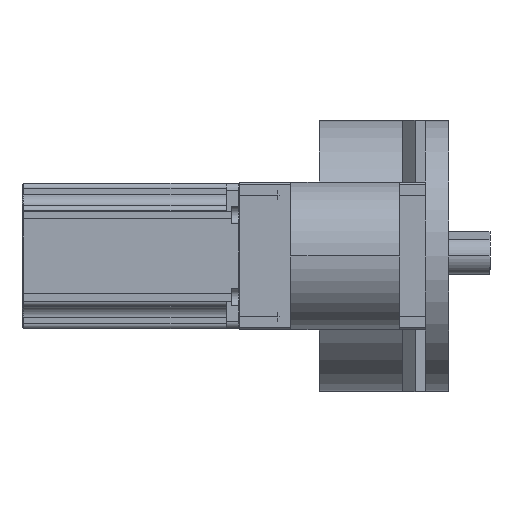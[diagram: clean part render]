
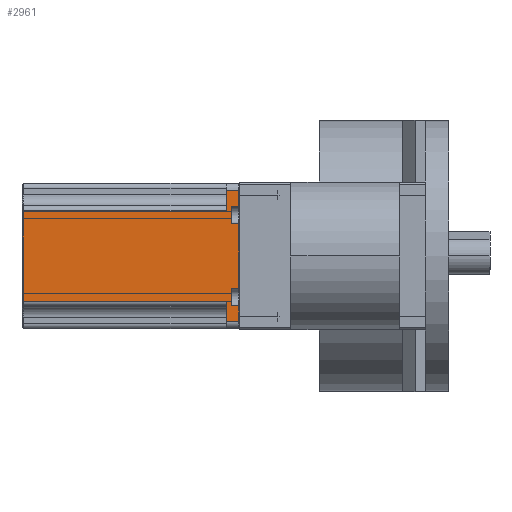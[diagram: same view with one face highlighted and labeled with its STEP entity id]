
A CAD part, front view. The second image highlights one B-rep face of the part: STEP entity #2961.
In plain terms, the highlighted planar face has unit normal (0, -1, 0).
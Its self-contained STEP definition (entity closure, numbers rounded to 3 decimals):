
#79 = EDGE_CURVE ( 'NONE', #14559, #16201, #14634, .T. ) ;
#260 = VECTOR ( 'NONE', #2343, 1000. ) ;
#290 = DIRECTION ( 'NONE',  ( 0., 0., -1. ) ) ;
#335 = VERTEX_POINT ( 'NONE', #6251 ) ;
#579 = ORIENTED_EDGE ( 'NONE', *, *, #17002, .T. ) ;
#600 = ORIENTED_EDGE ( 'NONE', *, *, #79, .T. ) ;
#1047 = CARTESIAN_POINT ( 'NONE',  ( -81.25, -197.783, -27.32 ) ) ;
#1269 = DIRECTION ( 'NONE',  ( 0., -1., 0. ) ) ;
#1305 = CARTESIAN_POINT ( 'NONE',  ( -81.25, -197.783, -39.995 ) ) ;
#1349 = DIRECTION ( 'NONE',  ( 1., 0., 0. ) ) ;
#1439 = VERTEX_POINT ( 'NONE', #10960 ) ;
#1516 = VERTEX_POINT ( 'NONE', #13703 ) ;
#1523 = VERTEX_POINT ( 'NONE', #4317 ) ;
#1580 = LINE ( 'NONE', #2701, #1666 ) ;
#1666 = VECTOR ( 'NONE', #290, 1000. ) ;
#2037 = VERTEX_POINT ( 'NONE', #11227 ) ;
#2062 = DIRECTION ( 'NONE',  ( 0., 0., -1. ) ) ;
#2068 = VECTOR ( 'NONE', #2761, 1000. ) ;
#2343 = DIRECTION ( 'NONE',  ( -1., 0., 0. ) ) ;
#2510 = DIRECTION ( 'NONE',  ( -1., 0., 0. ) ) ;
#2599 = DIRECTION ( 'NONE',  ( 0., 0., -1. ) ) ;
#2701 = CARTESIAN_POINT ( 'NONE',  ( -81.25, -197.783, -27.32 ) ) ;
#2756 = AXIS2_PLACEMENT_3D ( 'NONE', #8947, #1269, #1349 ) ;
#2761 = DIRECTION ( 'NONE',  ( -1., 0., 0. ) ) ;
#2961 = ADVANCED_FACE ( 'NONE', ( #15507 ), #9116, .T. ) ;
#3238 = LINE ( 'NONE', #11003, #260 ) ;
#3470 = LINE ( 'NONE', #16485, #11572 ) ;
#3549 = DIRECTION ( 'NONE',  ( 1., 0., 0. ) ) ;
#3759 = VECTOR ( 'NONE', #14580, 1000. ) ;
#4203 = CARTESIAN_POINT ( 'NONE',  ( -85.754, -197.783, -33.245 ) ) ;
#4217 = ORIENTED_EDGE ( 'NONE', *, *, #8203, .T. ) ;
#4317 = CARTESIAN_POINT ( 'NONE',  ( -84., -197.783, -71.795 ) ) ;
#4340 = DIRECTION ( 'NONE',  ( 0., 0., -1. ) ) ;
#4473 = ORIENTED_EDGE ( 'NONE', *, *, #12463, .T. ) ;
#4506 = CARTESIAN_POINT ( 'NONE',  ( -84., -197.783, -68.42 ) ) ;
#4646 = EDGE_CURVE ( 'NONE', #2037, #9567, #14867, .T. ) ;
#4867 = VECTOR ( 'NONE', #13669, 1000. ) ;
#5039 = VECTOR ( 'NONE', #14787, 1000. ) ;
#5542 = EDGE_CURVE ( 'NONE', #11402, #7760, #10527, .T. ) ;
#5801 = VECTOR ( 'NONE', #12070, 1000. ) ;
#5806 = ORIENTED_EDGE ( 'NONE', *, *, #7374, .T. ) ;
#5935 = ORIENTED_EDGE ( 'NONE', *, *, #6181, .F. ) ;
#6022 = CARTESIAN_POINT ( 'NONE',  ( -81.25, -197.783, -71.795 ) ) ;
#6181 = EDGE_CURVE ( 'NONE', #7964, #15812, #15231, .T. ) ;
#6251 = CARTESIAN_POINT ( 'NONE',  ( -86., -197.783, -77.72 ) ) ;
#6336 = CARTESIAN_POINT ( 'NONE',  ( -164.5, -197.783, -69.97 ) ) ;
#6479 = ORIENTED_EDGE ( 'NONE', *, *, #9887, .F. ) ;
#6665 = VECTOR ( 'NONE', #13162, 1000. ) ;
#7206 = EDGE_CURVE ( 'NONE', #11405, #7964, #10187, .T. ) ;
#7374 = EDGE_CURVE ( 'NONE', #2037, #1439, #8622, .T. ) ;
#7595 = CARTESIAN_POINT ( 'NONE',  ( -153.5, -197.783, -69.97 ) ) ;
#7760 = VERTEX_POINT ( 'NONE', #16281 ) ;
#7773 = CARTESIAN_POINT ( 'NONE',  ( -86., -197.783, -69.97 ) ) ;
#7934 = CARTESIAN_POINT ( 'NONE',  ( -85.754, -197.783, -39.995 ) ) ;
#7964 = VERTEX_POINT ( 'NONE', #8050 ) ;
#7980 = VECTOR ( 'NONE', #2599, 1000. ) ;
#8050 = CARTESIAN_POINT ( 'NONE',  ( -164.5, -197.783, -69.97 ) ) ;
#8154 = CARTESIAN_POINT ( 'NONE',  ( -86., -197.783, -27.32 ) ) ;
#8203 = EDGE_CURVE ( 'NONE', #335, #10074, #3470, .T. ) ;
#8302 = CARTESIAN_POINT ( 'NONE',  ( -85.754, -197.783, -65.045 ) ) ;
#8419 = CARTESIAN_POINT ( 'NONE',  ( -86., -197.783, -27.32 ) ) ;
#8447 = ORIENTED_EDGE ( 'NONE', *, *, #11435, .F. ) ;
#8620 = ORIENTED_EDGE ( 'NONE', *, *, #9593, .F. ) ;
#8622 = LINE ( 'NONE', #14997, #16570 ) ;
#8837 = CARTESIAN_POINT ( 'NONE',  ( -81.25, -197.783, -27.32 ) ) ;
#8861 = ORIENTED_EDGE ( 'NONE', *, *, #11271, .F. ) ;
#8947 = CARTESIAN_POINT ( 'NONE',  ( -85.754, -197.783, -52.52 ) ) ;
#9116 = PLANE ( 'NONE',  #2756 ) ;
#9151 = LINE ( 'NONE', #14407, #7980 ) ;
#9316 = LINE ( 'NONE', #8302, #3759 ) ;
#9567 = VERTEX_POINT ( 'NONE', #8837 ) ;
#9589 = LINE ( 'NONE', #4506, #16260 ) ;
#9593 = EDGE_CURVE ( 'NONE', #9653, #10074, #1580, .T. ) ;
#9653 = VERTEX_POINT ( 'NONE', #6022 ) ;
#9757 = EDGE_CURVE ( 'NONE', #1516, #1523, #12754, .T. ) ;
#9887 = EDGE_CURVE ( 'NONE', #14559, #7760, #9589, .T. ) ;
#9945 = ORIENTED_EDGE ( 'NONE', *, *, #14935, .T. ) ;
#10074 = VERTEX_POINT ( 'NONE', #12855 ) ;
#10187 = LINE ( 'NONE', #7595, #12979 ) ;
#10285 = EDGE_CURVE ( 'NONE', #1439, #15812, #14828, .T. ) ;
#10527 = LINE ( 'NONE', #7934, #2068 ) ;
#10894 = CARTESIAN_POINT ( 'NONE',  ( -84., -197.783, -68.42 ) ) ;
#10960 = CARTESIAN_POINT ( 'NONE',  ( -86., -197.783, -35.07 ) ) ;
#11003 = CARTESIAN_POINT ( 'NONE',  ( -85.754, -197.783, -71.795 ) ) ;
#11227 = CARTESIAN_POINT ( 'NONE',  ( -86., -197.783, -27.32 ) ) ;
#11236 = CARTESIAN_POINT ( 'NONE',  ( -81.25, -197.783, -65.045 ) ) ;
#11257 = CARTESIAN_POINT ( 'NONE',  ( -81.25, -197.783, -33.245 ) ) ;
#11271 = EDGE_CURVE ( 'NONE', #11402, #11308, #12858, .T. ) ;
#11308 = VERTEX_POINT ( 'NONE', #11236 ) ;
#11317 = DIRECTION ( 'NONE',  ( 0., 0., -1. ) ) ;
#11358 = CARTESIAN_POINT ( 'NONE',  ( -84., -197.783, -33.245 ) ) ;
#11402 = VERTEX_POINT ( 'NONE', #1305 ) ;
#11405 = VERTEX_POINT ( 'NONE', #7773 ) ;
#11435 = EDGE_CURVE ( 'NONE', #9567, #16201, #9151, .T. ) ;
#11572 = VECTOR ( 'NONE', #3549, 1000. ) ;
#11626 = ORIENTED_EDGE ( 'NONE', *, *, #9757, .F. ) ;
#11829 = VECTOR ( 'NONE', #11317, 1000. ) ;
#12070 = DIRECTION ( 'NONE',  ( -1., 0., 0. ) ) ;
#12240 = CARTESIAN_POINT ( 'NONE',  ( -153.5, -197.783, -35.07 ) ) ;
#12319 = CARTESIAN_POINT ( 'NONE',  ( -164.5, -197.783, -35.07 ) ) ;
#12463 = EDGE_CURVE ( 'NONE', #9653, #1523, #3238, .T. ) ;
#12754 = LINE ( 'NONE', #10894, #16538 ) ;
#12801 = ORIENTED_EDGE ( 'NONE', *, *, #7206, .F. ) ;
#12855 = CARTESIAN_POINT ( 'NONE',  ( -81.25, -197.783, -77.72 ) ) ;
#12858 = LINE ( 'NONE', #1047, #11829 ) ;
#12927 = EDGE_LOOP ( 'NONE', ( #13953, #5806, #15853, #5935, #12801, #9945, #4217, #8620, #4473, #11626, #579, #8861, #15392, #6479, #600, #8447 ) ) ;
#12979 = VECTOR ( 'NONE', #2510, 1000. ) ;
#13162 = DIRECTION ( 'NONE',  ( 1., 0., 0. ) ) ;
#13320 = LINE ( 'NONE', #8419, #4867 ) ;
#13669 = DIRECTION ( 'NONE',  ( 0., 0., -1. ) ) ;
#13703 = CARTESIAN_POINT ( 'NONE',  ( -84., -197.783, -65.045 ) ) ;
#13931 = DIRECTION ( 'NONE',  ( 0., 0., 1. ) ) ;
#13953 = ORIENTED_EDGE ( 'NONE', *, *, #4646, .F. ) ;
#14407 = CARTESIAN_POINT ( 'NONE',  ( -81.25, -197.783, -27.32 ) ) ;
#14559 = VERTEX_POINT ( 'NONE', #11358 ) ;
#14580 = DIRECTION ( 'NONE',  ( 1., 0., 0. ) ) ;
#14634 = LINE ( 'NONE', #4203, #6665 ) ;
#14787 = DIRECTION ( 'NONE',  ( 1., 0., 0. ) ) ;
#14828 = LINE ( 'NONE', #12240, #5801 ) ;
#14867 = LINE ( 'NONE', #8154, #5039 ) ;
#14935 = EDGE_CURVE ( 'NONE', #11405, #335, #13320, .T. ) ;
#14940 = DIRECTION ( 'NONE',  ( 0., 0., -1. ) ) ;
#14997 = CARTESIAN_POINT ( 'NONE',  ( -86., -197.783, -27.32 ) ) ;
#15231 = LINE ( 'NONE', #6336, #16679 ) ;
#15392 = ORIENTED_EDGE ( 'NONE', *, *, #5542, .T. ) ;
#15507 = FACE_OUTER_BOUND ( 'NONE', #12927, .T. ) ;
#15812 = VERTEX_POINT ( 'NONE', #12319 ) ;
#15853 = ORIENTED_EDGE ( 'NONE', *, *, #10285, .T. ) ;
#16201 = VERTEX_POINT ( 'NONE', #11257 ) ;
#16260 = VECTOR ( 'NONE', #14940, 1000. ) ;
#16281 = CARTESIAN_POINT ( 'NONE',  ( -84., -197.783, -39.995 ) ) ;
#16485 = CARTESIAN_POINT ( 'NONE',  ( -86., -197.783, -77.72 ) ) ;
#16538 = VECTOR ( 'NONE', #4340, 1000. ) ;
#16570 = VECTOR ( 'NONE', #2062, 1000. ) ;
#16679 = VECTOR ( 'NONE', #13931, 1000. ) ;
#17002 = EDGE_CURVE ( 'NONE', #1516, #11308, #9316, .T. ) ;
